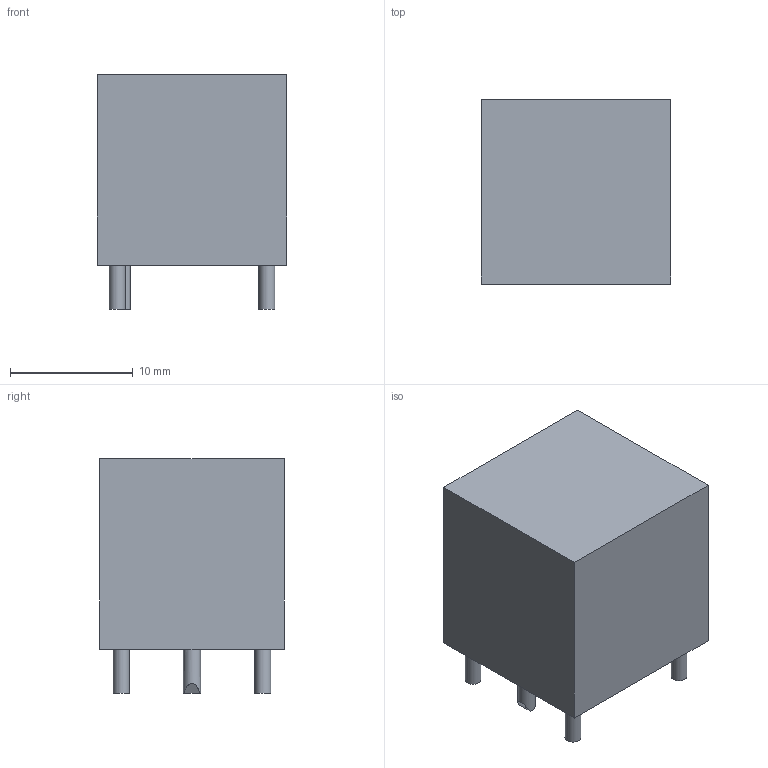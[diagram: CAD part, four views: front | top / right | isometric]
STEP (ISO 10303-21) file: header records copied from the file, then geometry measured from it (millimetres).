
FILE_DESCRIPTION(('STEP AP214'), '1');
FILE_NAME('謥錼 _ 凎錼 HJR-3FF-3VDC-S-Z', '', ('UNSPECIFIED'), ('UNSPECIFIED'), 'C3D Converter', 'C3D Toolkit', '');
FILE_SCHEMA(('AUTOMOTIVE_DESIGN { 1 0 10303 214 3 1 1}'));
Length unit declared in the file: millimetre
Products named in the file (1): Реле HJR-3FF-3VDC-S-Z
Bounding box: 15.4 x 15 x 19.1 mm (x, y, z)
Volume: 3605 mm3; surface area: 1478.6 mm2
Topology: 1 solids, 1 shells, 18 faces, 33 edges, 22 vertices
Faces by surface type: plane 13, cylinder 5
Full cylindrical faces by diameter (mm): 1.3 x4, 1.4 x1
Entity records: 462 total; most frequent: CARTESIAN_POINT 81, DIRECTION 72, ORIENTED_EDGE 56, AXIS2_PLACEMENT_3D 29, EDGE_LOOP 28, EDGE_CURVE 28, VERTEX_POINT 22, FACE_BOUND 19
